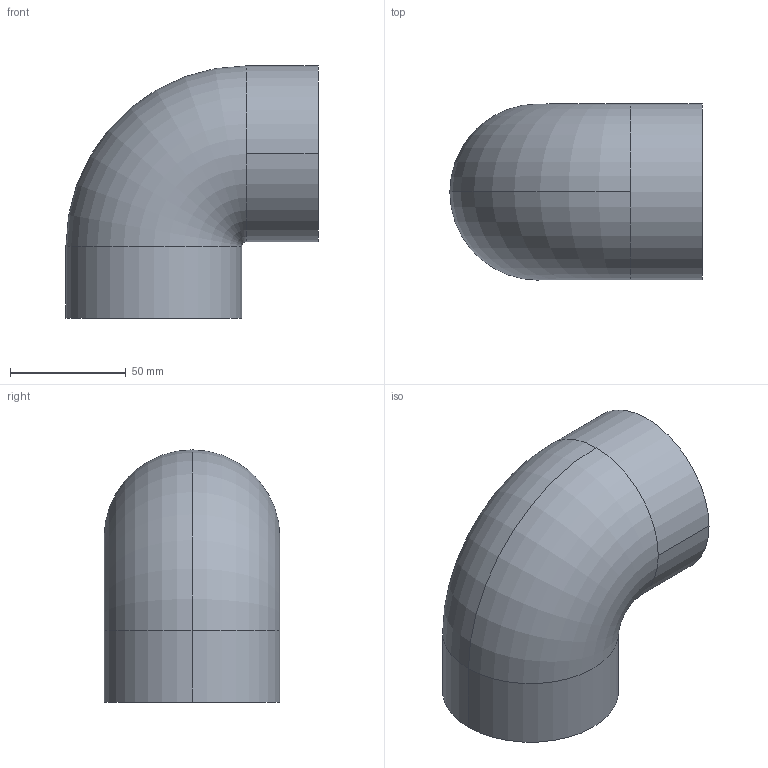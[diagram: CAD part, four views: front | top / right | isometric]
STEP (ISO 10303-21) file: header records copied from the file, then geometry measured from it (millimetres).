
FILE_DESCRIPTION(('STEP AP214'),'1');
FILE_NAME('cctmp_522E4B3B-6FC4-482D-99B9-788076F07DDF_2022_03_09_11_42_06_0075..stp','2022-03-09T10:42:06',('Praher Valves GmbH'),('CADClick - www.CADClick.com'),'Spatial InterOp 3D',' ','unknown authorization');
FILE_SCHEMA(('AUTOMOTIVE_DESIGN'));
Length unit declared in the file: millimetre
Products named in the file (1): 70822
Bounding box: 109 x 76 x 109 mm (x, y, z)
Volume: 237546.4 mm3; surface area: 56705.3 mm2
Topology: 1 solids, 1 shells, 18 faces, 40 edges, 26 vertices
Faces by surface type: cylinder 10, torus 4, plane 4
Entity records: 814 total; most frequent: CARTESIAN_POINT 215, DIRECTION 104, ORIENTED_EDGE 80, AXIS2_PLACEMENT_3D 47, EDGE_CURVE 40, CIRCLE 28, VERTEX_POINT 26, EDGE_LOOP 22
